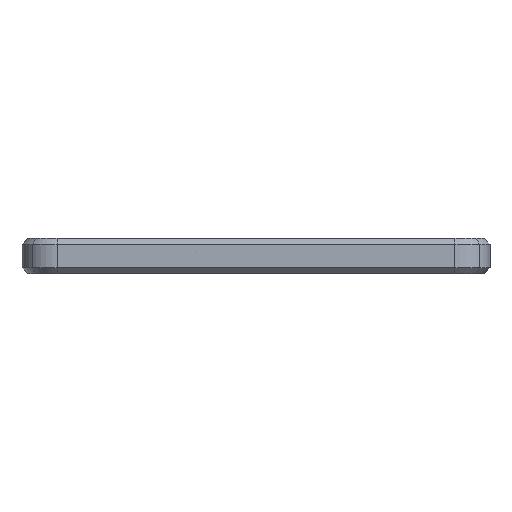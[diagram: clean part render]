
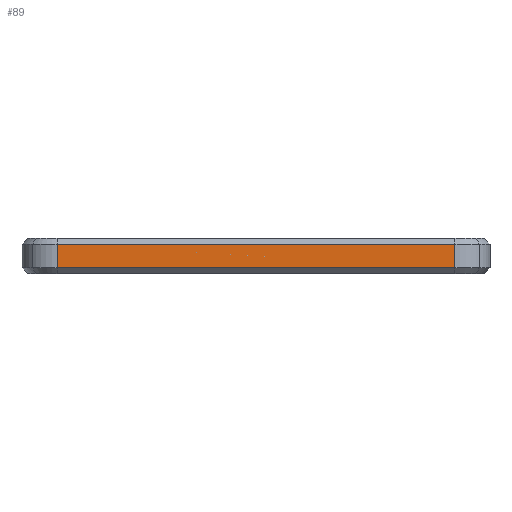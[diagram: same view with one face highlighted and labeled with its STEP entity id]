
A CAD part, left-side view. The second image highlights one B-rep face of the part: STEP entity #89.
In plain terms, the highlighted planar face has unit normal (-1, 0, 0).
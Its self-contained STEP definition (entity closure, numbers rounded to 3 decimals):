
#89 = ADVANCED_FACE ( 'NONE', ( #3568 ), #2667, .T. ) ;
#98 = ORIENTED_EDGE ( 'NONE', *, *, #1930, .F. ) ;
#284 = ORIENTED_EDGE ( 'NONE', *, *, #4215, .F. ) ;
#554 = ORIENTED_EDGE ( 'NONE', *, *, #6164, .F. ) ;
#714 = DIRECTION ( 'NONE',  ( 0., 0., 1. ) ) ;
#844 = CARTESIAN_POINT ( 'NONE',  ( 0., 38., 0.5 ) ) ;
#865 = VERTEX_POINT ( 'NONE', #3239 ) ;
#999 = LINE ( 'NONE', #2378, #4456 ) ;
#1412 = VERTEX_POINT ( 'NONE', #4930 ) ;
#1622 = CARTESIAN_POINT ( 'NONE',  ( 0., 31., 0.5 ) ) ;
#1930 = EDGE_CURVE ( 'NONE', #1412, #6513, #999, .T. ) ;
#2317 = VERTEX_POINT ( 'NONE', #844 ) ;
#2362 = VECTOR ( 'NONE', #5656, 1000. ) ;
#2378 = CARTESIAN_POINT ( 'NONE',  ( 0., 4., 0. ) ) ;
#2581 = CARTESIAN_POINT ( 'NONE',  ( 0., 31., 2.5 ) ) ;
#2667 = PLANE ( 'NONE',  #5247 ) ;
#2726 = EDGE_CURVE ( 'NONE', #2317, #865, #4882, .T. ) ;
#2970 = EDGE_LOOP ( 'NONE', ( #284, #98, #554, #5150 ) ) ;
#3049 = VECTOR ( 'NONE', #4115, 1000. ) ;
#3239 = CARTESIAN_POINT ( 'NONE',  ( 0., 38., 2.5 ) ) ;
#3568 = FACE_OUTER_BOUND ( 'NONE', #2970, .T. ) ;
#4011 = CARTESIAN_POINT ( 'NONE',  ( 0., 4., 0.5 ) ) ;
#4115 = DIRECTION ( 'NONE',  ( 0., -1., 0. ) ) ;
#4215 = EDGE_CURVE ( 'NONE', #6513, #2317, #4228, .T. ) ;
#4228 = LINE ( 'NONE', #1622, #2362 ) ;
#4420 = DIRECTION ( 'NONE',  ( 0., 0., -1. ) ) ;
#4456 = VECTOR ( 'NONE', #4420, 1000. ) ;
#4882 = LINE ( 'NONE', #5865, #5103 ) ;
#4930 = CARTESIAN_POINT ( 'NONE',  ( 0., 4., 2.5 ) ) ;
#5103 = VECTOR ( 'NONE', #5839, 1000. ) ;
#5119 = LINE ( 'NONE', #2581, #3049 ) ;
#5150 = ORIENTED_EDGE ( 'NONE', *, *, #2726, .F. ) ;
#5196 = DIRECTION ( 'NONE',  ( -1., 0., 0. ) ) ;
#5247 = AXIS2_PLACEMENT_3D ( 'NONE', #5824, #5196, #714 ) ;
#5656 = DIRECTION ( 'NONE',  ( 0., 1., 0. ) ) ;
#5824 = CARTESIAN_POINT ( 'NONE',  ( 0., 41., 0. ) ) ;
#5839 = DIRECTION ( 'NONE',  ( 0., 0., 1. ) ) ;
#5865 = CARTESIAN_POINT ( 'NONE',  ( 0., 38., 0. ) ) ;
#6164 = EDGE_CURVE ( 'NONE', #865, #1412, #5119, .T. ) ;
#6513 = VERTEX_POINT ( 'NONE', #4011 ) ;
